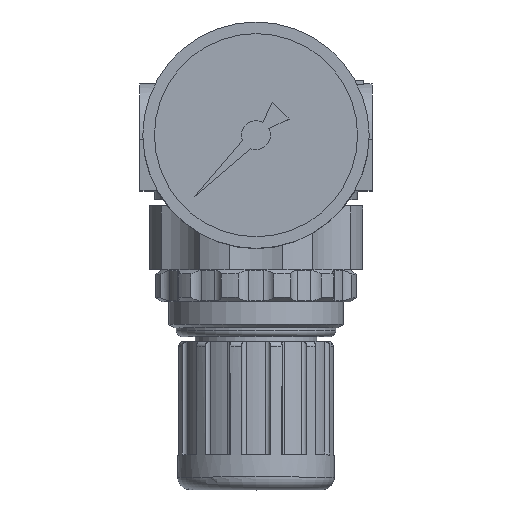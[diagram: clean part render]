
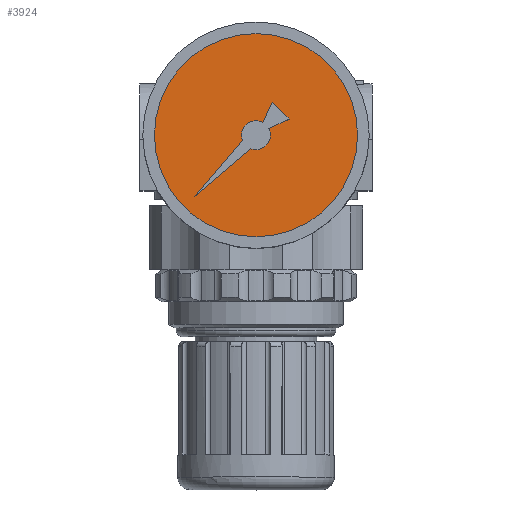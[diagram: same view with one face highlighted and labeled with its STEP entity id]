
A CAD part, top view. The second image highlights one B-rep face of the part: STEP entity #3924.
In plain terms, the highlighted planar face has unit normal (0, 0, 1).
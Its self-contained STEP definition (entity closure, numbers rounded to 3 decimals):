
#92=PLANE('',#4357);
#190=FACE_BOUND('',#664,.T.);
#382=FACE_OUTER_BOUND('',#663,.T.);
#663=EDGE_LOOP('',(#3302));
#664=EDGE_LOOP('',(#3303,#3304,#3305,#3306,#3307,#3308,#3309));
#980=LINE('',#7260,#1188);
#985=LINE('',#7273,#1193);
#988=LINE('',#7279,#1196);
#992=LINE('',#7291,#1200);
#994=LINE('',#7294,#1202);
#1188=VECTOR('',#5316,3.847);
#1193=VECTOR('',#5329,12.748);
#1196=VECTOR('',#5334,12.748);
#1200=VECTOR('',#5346,3.847);
#1202=VECTOR('',#5350,4.132);
#1431=CIRCLE('',#4329,17.5);
#1440=CIRCLE('',#4344,2.5);
#1442=CIRCLE('',#4349,2.5);
#1770=VERTEX_POINT('',#7233);
#1780=VERTEX_POINT('',#7257);
#1781=VERTEX_POINT('',#7259);
#1783=VERTEX_POINT('',#7265);
#1785=VERTEX_POINT('',#7271);
#1787=VERTEX_POINT('',#7277);
#1789=VERTEX_POINT('',#7283);
#1791=VERTEX_POINT('',#7289);
#2288=EDGE_CURVE('',#1770,#1770,#1431,.T.);
#2298=EDGE_CURVE('',#1781,#1780,#980,.T.);
#2302=EDGE_CURVE('',#1780,#1783,#1440,.T.);
#2305=EDGE_CURVE('',#1783,#1785,#985,.T.);
#2308=EDGE_CURVE('',#1785,#1787,#988,.T.);
#2311=EDGE_CURVE('',#1787,#1789,#1442,.T.);
#2314=EDGE_CURVE('',#1789,#1791,#992,.T.);
#2316=EDGE_CURVE('',#1791,#1781,#994,.T.);
#3302=ORIENTED_EDGE('',*,*,#2288,.T.);
#3303=ORIENTED_EDGE('',*,*,#2298,.T.);
#3304=ORIENTED_EDGE('',*,*,#2302,.T.);
#3305=ORIENTED_EDGE('',*,*,#2305,.T.);
#3306=ORIENTED_EDGE('',*,*,#2308,.T.);
#3307=ORIENTED_EDGE('',*,*,#2311,.T.);
#3308=ORIENTED_EDGE('',*,*,#2314,.T.);
#3309=ORIENTED_EDGE('',*,*,#2316,.T.);
#3924=ADVANCED_FACE('',(#382,#190),#92,.T.);
#4329=AXIS2_PLACEMENT_3D('',#7234,#5288,#5289);
#4344=AXIS2_PLACEMENT_3D('',#7267,#5323,#5324);
#4349=AXIS2_PLACEMENT_3D('',#7285,#5340,#5341);
#4357=AXIS2_PLACEMENT_3D('',#7308,#5365,#5366);
#5288=DIRECTION('center_axis',(0.,0.,1.));
#5289=DIRECTION('ref_axis',(0.,-1.,0.));
#5316=DIRECTION('',(-0.906,-0.423,0.));
#5323=DIRECTION('center_axis',(0.,0.,-1.));
#5324=DIRECTION('ref_axis',(-0.365,-0.931,0.));
#5329=DIRECTION('',(-0.76,-0.649,0.));
#5334=DIRECTION('',(0.649,0.76,0.));
#5340=DIRECTION('center_axis',(0.,0.,-1.));
#5341=DIRECTION('ref_axis',(0.462,0.887,0.));
#5346=DIRECTION('',(0.423,0.906,0.));
#5350=DIRECTION('',(0.707,-0.707,0.));
#5365=DIRECTION('center_axis',(0.,0.,1.));
#5366=DIRECTION('ref_axis',(0.,-1.,0.));
#7233=CARTESIAN_POINT('',(0.,17.5,55.5));
#7234=CARTESIAN_POINT('Origin',(0.,0.,55.5));
#7257=CARTESIAN_POINT('',(2.217,1.156,55.5));
#7259=CARTESIAN_POINT('',(5.703,2.782,55.5));
#7260=CARTESIAN_POINT('',(1.153,0.66,55.5));
#7265=CARTESIAN_POINT('',(-0.913,-2.327,55.5));
#7267=CARTESIAN_POINT('Origin',(0.,0.,
55.5));
#7271=CARTESIAN_POINT('',(-10.607,-10.607,55.5));
#7273=CARTESIAN_POINT('',(-2.235,-3.456,55.5));
#7277=CARTESIAN_POINT('',(-2.327,-0.913,55.5));
#7279=CARTESIAN_POINT('',(-7.911,-7.451,55.5));
#7283=CARTESIAN_POINT('',(1.156,2.217,55.5));
#7285=CARTESIAN_POINT('Origin',(0.,0.,
55.5));
#7289=CARTESIAN_POINT('',(2.782,5.703,55.5));
#7291=CARTESIAN_POINT('',(-1.047,-2.509,55.5));
#7294=CARTESIAN_POINT('',(5.7,2.786,55.5));
#7308=CARTESIAN_POINT('Origin',(0.,-8.75,55.5));
